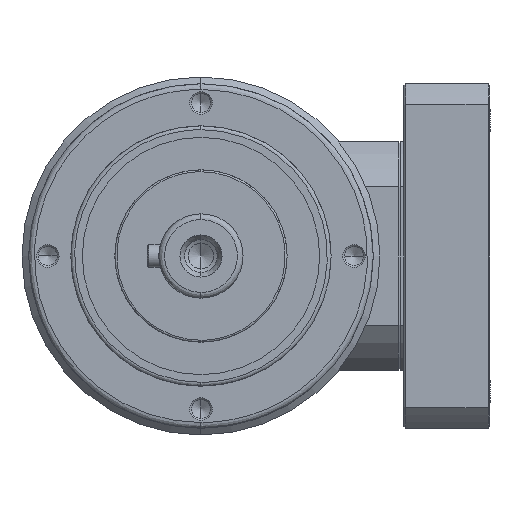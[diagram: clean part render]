
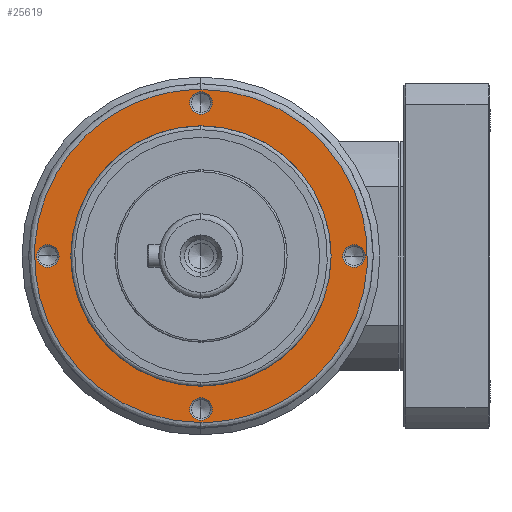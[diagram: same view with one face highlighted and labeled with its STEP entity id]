
A CAD part, left-side view. The second image highlights one B-rep face of the part: STEP entity #25619.
In plain terms, the highlighted face is planar.
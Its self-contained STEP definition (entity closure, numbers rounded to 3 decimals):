
#802 = CIRCLE ( 'NONE', #15224, 2.958 ) ;
#891 = CARTESIAN_POINT ( 'NONE',  ( -44., 0., 40. ) ) ;
#948 = ORIENTED_EDGE ( 'NONE', *, *, #16441, .T. ) ;
#982 = AXIS2_PLACEMENT_3D ( 'NONE', #5184, #22017, #7617 ) ;
#1346 = CARTESIAN_POINT ( 'NONE',  ( -44., 0., -43.5 ) ) ;
#1388 = CIRCLE ( 'NONE', #21024, 2.958 ) ;
#1462 = DIRECTION ( 'NONE',  ( -1., 0., 0. ) ) ;
#1479 = CARTESIAN_POINT ( 'NONE',  ( -44., 0., -40. ) ) ;
#1915 = VERTEX_POINT ( 'NONE', #12948 ) ;
#1958 = AXIS2_PLACEMENT_3D ( 'NONE', #13132, #29817, #15532 ) ;
#1972 = CARTESIAN_POINT ( 'NONE',  ( -44., 0., 43.5 ) ) ;
#2502 = CARTESIAN_POINT ( 'NONE',  ( -44., 0., 37.042 ) ) ;
#3206 = VERTEX_POINT ( 'NONE', #19570 ) ;
#3339 = DIRECTION ( 'NONE',  ( 0., 0., -1. ) ) ;
#3920 = DIRECTION ( 'NONE',  ( 0., 0., -1. ) ) ;
#4556 = CARTESIAN_POINT ( 'NONE',  ( -44., -40., 2.958 ) ) ;
#4611 = CIRCLE ( 'NONE', #25114, 34. ) ;
#4774 = FACE_BOUND ( 'NONE', #10390, .T. ) ;
#5042 = CARTESIAN_POINT ( 'NONE',  ( -44., 0., -42.958 ) ) ;
#5115 = CARTESIAN_POINT ( 'NONE',  ( -44., 0., -37.042 ) ) ;
#5149 = CARTESIAN_POINT ( 'NONE',  ( -44., -87., 43.5 ) ) ;
#5184 = CARTESIAN_POINT ( 'NONE',  ( -44., -40., 0. ) ) ;
#5435 = VERTEX_POINT ( 'NONE', #1346 ) ;
#6810 = CARTESIAN_POINT ( 'NONE',  ( -44., 0., -43.5 ) ) ;
#6844 =( BOUNDED_CURVE ( )  B_SPLINE_CURVE ( 3, ( #24215, #26662, #5149, #21985 ),
 .UNSPECIFIED., .F., .T. ) 
 B_SPLINE_CURVE_WITH_KNOTS ( ( 4, 4 ),
 ( 0., 0.5 ),
 .UNSPECIFIED. ) 
 CURVE ( )  GEOMETRIC_REPRESENTATION_ITEM ( )  RATIONAL_B_SPLINE_CURVE ( ( 1., 0.333, 0.333, 1. ) ) 
 REPRESENTATION_ITEM ( '' )  );
#6861 = CIRCLE ( 'NONE', #25554, 2.958 ) ;
#7502 = ORIENTED_EDGE ( 'NONE', *, *, #28469, .F. ) ;
#7617 = DIRECTION ( 'NONE',  ( 0., 0., -1. ) ) ;
#7999 = CARTESIAN_POINT ( 'NONE',  ( -44., 40., -2.958 ) ) ;
#8629 = DIRECTION ( 'NONE',  ( -1., 0., 0. ) ) ;
#8841 = VERTEX_POINT ( 'NONE', #30856 ) ;
#9686 = EDGE_LOOP ( 'NONE', ( #20687, #16340 ) ) ;
#9876 = CARTESIAN_POINT ( 'NONE',  ( -44., 40., 0. ) ) ;
#10271 = EDGE_LOOP ( 'NONE', ( #10505, #16682 ) ) ;
#10366 = AXIS2_PLACEMENT_3D ( 'NONE', #26698, #12498, #29132 ) ;
#10390 = EDGE_LOOP ( 'NONE', ( #10659, #24492 ) ) ;
#10479 = DIRECTION ( 'NONE',  ( -1., 0., 0. ) ) ;
#10505 = ORIENTED_EDGE ( 'NONE', *, *, #24499, .T. ) ;
#10659 = ORIENTED_EDGE ( 'NONE', *, *, #17687, .T. ) ;
#11047 = CARTESIAN_POINT ( 'NONE',  ( -44., -40., 0. ) ) ;
#11333 = FACE_BOUND ( 'NONE', #9686, .T. ) ;
#12312 = CIRCLE ( 'NONE', #982, 2.958 ) ;
#12319 = EDGE_LOOP ( 'NONE', ( #948, #27916 ) ) ;
#12363 = DIRECTION ( 'NONE',  ( 0., 0., -1. ) ) ;
#12498 = DIRECTION ( 'NONE',  ( 1., 0., 0. ) ) ;
#12661 = EDGE_CURVE ( 'NONE', #28820, #8841, #6861, .T. ) ;
#12664 = CARTESIAN_POINT ( 'NONE',  ( -44., -40., -2.958 ) ) ;
#12673 = EDGE_CURVE ( 'NONE', #25021, #3206, #4611, .T. ) ;
#12796 = ORIENTED_EDGE ( 'NONE', *, *, #12661, .T. ) ;
#12948 = CARTESIAN_POINT ( 'NONE',  ( -44., 40., 2.958 ) ) ;
#13012 = CIRCLE ( 'NONE', #13926, 34. ) ;
#13047 = CIRCLE ( 'NONE', #1958, 2.958 ) ;
#13132 = CARTESIAN_POINT ( 'NONE',  ( -44., 0., -40. ) ) ;
#13414 =( BOUNDED_CURVE ( )  B_SPLINE_CURVE ( 3, ( #1972, #28169, #21229, #6810 ),
 .UNSPECIFIED., .F., .F. ) 
 B_SPLINE_CURVE_WITH_KNOTS ( ( 4, 4 ),
 ( 0.5, 1. ),
 .UNSPECIFIED. ) 
 CURVE ( )  GEOMETRIC_REPRESENTATION_ITEM ( )  RATIONAL_B_SPLINE_CURVE ( ( 1., 0.333, 0.333, 1. ) ) 
 REPRESENTATION_ITEM ( '' )  );
#13477 = DIRECTION ( 'NONE',  ( 0., 0., -1. ) ) ;
#13926 = AXIS2_PLACEMENT_3D ( 'NONE', #24683, #10479, #27165 ) ;
#14387 = CARTESIAN_POINT ( 'NONE',  ( -44., 40., 0. ) ) ;
#14963 = EDGE_LOOP ( 'NONE', ( #12796, #21726 ) ) ;
#15224 = AXIS2_PLACEMENT_3D ( 'NONE', #11047, #27722, #13477 ) ;
#15529 = VERTEX_POINT ( 'NONE', #12664 ) ;
#15532 = DIRECTION ( 'NONE',  ( 0., 0., -1. ) ) ;
#16019 = CARTESIAN_POINT ( 'NONE',  ( -44., 0., 0. ) ) ;
#16340 = ORIENTED_EDGE ( 'NONE', *, *, #27610, .T. ) ;
#16441 = EDGE_CURVE ( 'NONE', #27496, #29239, #13047, .T. ) ;
#16663 = EDGE_LOOP ( 'NONE', ( #7502, #27220 ) ) ;
#16673 = DIRECTION ( 'NONE',  ( 0., 0., -1. ) ) ;
#16682 = ORIENTED_EDGE ( 'NONE', *, *, #27132, .T. ) ;
#16989 = AXIS2_PLACEMENT_3D ( 'NONE', #9876, #26560, #12363 ) ;
#17617 = FACE_OUTER_BOUND ( 'NONE', #16663, .T. ) ;
#17687 = EDGE_CURVE ( 'NONE', #23239, #1915, #27352, .T. ) ;
#17828 = DIRECTION ( 'NONE',  ( -1., 0., 0. ) ) ;
#18037 = CARTESIAN_POINT ( 'NONE',  ( -44., 0., 34. ) ) ;
#18320 = DIRECTION ( 'NONE',  ( 0., 0., 1. ) ) ;
#18339 = DIRECTION ( 'NONE',  ( -1., 0., 0. ) ) ;
#19570 = CARTESIAN_POINT ( 'NONE',  ( -44., 0., -34. ) ) ;
#20000 = CIRCLE ( 'NONE', #23005, 2.958 ) ;
#20230 = CIRCLE ( 'NONE', #25970, 2.958 ) ;
#20687 = ORIENTED_EDGE ( 'NONE', *, *, #12673, .T. ) ;
#21024 = AXIS2_PLACEMENT_3D ( 'NONE', #891, #17828, #3339 ) ;
#21229 = CARTESIAN_POINT ( 'NONE',  ( -44., 87., -43.5 ) ) ;
#21726 = ORIENTED_EDGE ( 'NONE', *, *, #28238, .T. ) ;
#21818 = PLANE ( 'NONE',  #10366 ) ;
#21985 = CARTESIAN_POINT ( 'NONE',  ( -44., 0., 43.5 ) ) ;
#22017 = DIRECTION ( 'NONE',  ( -1., 0., 0. ) ) ;
#22349 = VERTEX_POINT ( 'NONE', #4556 ) ;
#22949 = CARTESIAN_POINT ( 'NONE',  ( -44., 0., 40. ) ) ;
#23005 = AXIS2_PLACEMENT_3D ( 'NONE', #14387, #31044, #16673 ) ;
#23239 = VERTEX_POINT ( 'NONE', #7999 ) ;
#23912 = FACE_BOUND ( 'NONE', #12319, .T. ) ;
#24215 = CARTESIAN_POINT ( 'NONE',  ( -44., 0., -43.5 ) ) ;
#24492 = ORIENTED_EDGE ( 'NONE', *, *, #27326, .T. ) ;
#24499 = EDGE_CURVE ( 'NONE', #15529, #22349, #802, .T. ) ;
#24683 = CARTESIAN_POINT ( 'NONE',  ( -44., 0., 0. ) ) ;
#25021 = VERTEX_POINT ( 'NONE', #18037 ) ;
#25114 = AXIS2_PLACEMENT_3D ( 'NONE', #16019, #1462, #18320 ) ;
#25274 = DIRECTION ( 'NONE',  ( 0., 0., -1. ) ) ;
#25554 = AXIS2_PLACEMENT_3D ( 'NONE', #22949, #8629, #25274 ) ;
#25619 = ADVANCED_FACE ( 'NONE', ( #31149, #23912, #17617, #11333, #4774, #29630 ), #21818, .T. ) ;
#25970 = AXIS2_PLACEMENT_3D ( 'NONE', #1479, #18339, #3920 ) ;
#26560 = DIRECTION ( 'NONE',  ( -1., 0., 0. ) ) ;
#26662 = CARTESIAN_POINT ( 'NONE',  ( -44., -87., -43.5 ) ) ;
#26698 = CARTESIAN_POINT ( 'NONE',  ( -44., 0., 0. ) ) ;
#27132 = EDGE_CURVE ( 'NONE', #22349, #15529, #12312, .T. ) ;
#27165 = DIRECTION ( 'NONE',  ( 0., 0., 1. ) ) ;
#27220 = ORIENTED_EDGE ( 'NONE', *, *, #30231, .F. ) ;
#27326 = EDGE_CURVE ( 'NONE', #1915, #23239, #20000, .T. ) ;
#27352 = CIRCLE ( 'NONE', #16989, 2.958 ) ;
#27496 = VERTEX_POINT ( 'NONE', #5042 ) ;
#27610 = EDGE_CURVE ( 'NONE', #3206, #25021, #13012, .T. ) ;
#27722 = DIRECTION ( 'NONE',  ( -1., 0., 0. ) ) ;
#27789 = EDGE_CURVE ( 'NONE', #29239, #27496, #20230, .T. ) ;
#27916 = ORIENTED_EDGE ( 'NONE', *, *, #27789, .T. ) ;
#28169 = CARTESIAN_POINT ( 'NONE',  ( -44., 87., 43.5 ) ) ;
#28238 = EDGE_CURVE ( 'NONE', #8841, #28820, #1388, .T. ) ;
#28469 = EDGE_CURVE ( 'NONE', #29535, #5435, #13414, .T. ) ;
#28820 = VERTEX_POINT ( 'NONE', #2502 ) ;
#29132 = DIRECTION ( 'NONE',  ( 0., 0., -1. ) ) ;
#29239 = VERTEX_POINT ( 'NONE', #5115 ) ;
#29535 = VERTEX_POINT ( 'NONE', #30649 ) ;
#29630 = FACE_BOUND ( 'NONE', #10271, .T. ) ;
#29817 = DIRECTION ( 'NONE',  ( -1., 0., 0. ) ) ;
#30231 = EDGE_CURVE ( 'NONE', #5435, #29535, #6844, .T. ) ;
#30649 = CARTESIAN_POINT ( 'NONE',  ( -44., 0., 43.5 ) ) ;
#30856 = CARTESIAN_POINT ( 'NONE',  ( -44., 0., 42.958 ) ) ;
#31044 = DIRECTION ( 'NONE',  ( -1., 0., 0. ) ) ;
#31149 = FACE_BOUND ( 'NONE', #14963, .T. ) ;
